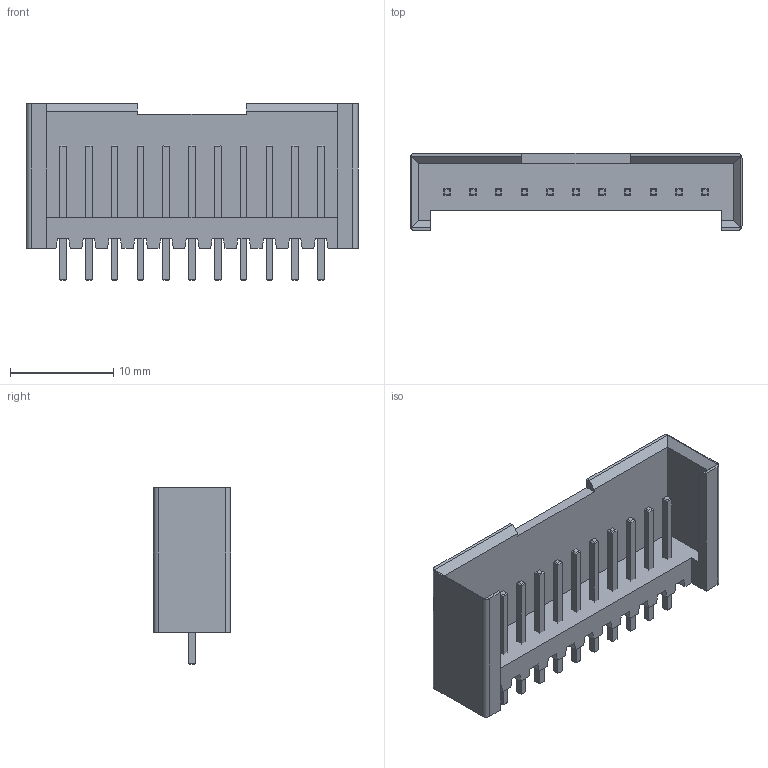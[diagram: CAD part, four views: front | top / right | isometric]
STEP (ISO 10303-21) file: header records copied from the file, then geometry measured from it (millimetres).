
FILE_DESCRIPTION(/* description */ ('model of Stocko_MKS_1661-6-0-1111_1x11_P2.50mm_Vertical'),/* implementation_level */ '2;1');
FILE_NAME(/* name */ 'Stocko_MKS_1661-6-0-1111_1x11_P2.50mm_Vertical.step',/* time_stamp */ '2019-03-17T13:48:08',/* author */ ('kicad StepUp','ksu'),/* organization */ ('FreeCAD'),/* preprocessor_version */ 'OCC',/* originating_system */ 'kicad StepUp',/* authorisation */ '');
FILE_SCHEMA(('AUTOMOTIVE_DESIGN { 1 0 10303 214 1 1 1 1 }'));
Length unit declared in the file: millimetre
Products named in the file (2): Stocko_MKS_1661; Shape0_526043064722
Bounding box: 32.2 x 7.5 x 17.1 mm (x, y, z)
Volume: 1018.8 mm3; surface area: 2086 mm2
Topology: 12 solids, 12 shells, 228 faces, 520 edges, 316 vertices
Faces by surface type: plane 224, cylinder 4
Entity records: 12914 total; most frequent: CARTESIAN_POINT 2235, DIRECTION 1906, LINE 1426, VECTOR 1426, ORIENTED_EDGE 1040, PCURVE 1040, DEFINITIONAL_REPRESENTATION 1040, EDGE_CURVE 520
